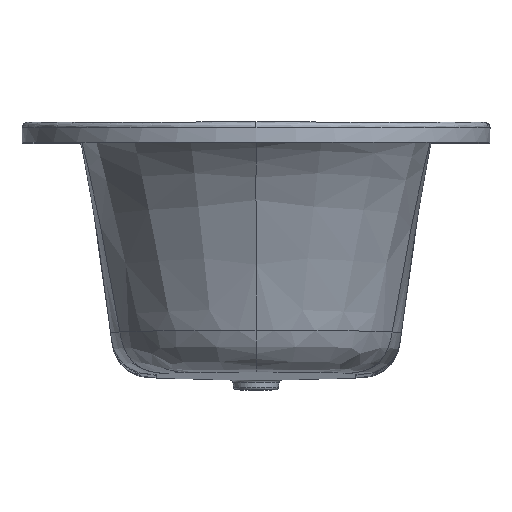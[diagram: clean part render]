
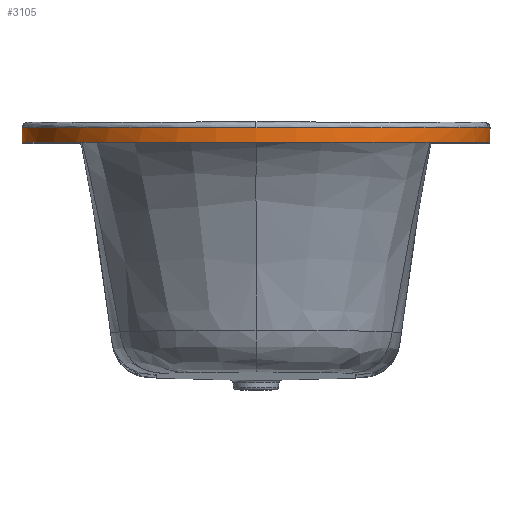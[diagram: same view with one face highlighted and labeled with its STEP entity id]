
A CAD part, top view. The second image highlights one B-rep face of the part: STEP entity #3105.
In plain terms, the highlighted cylindrical face has radius 400 mm (diameter 800 mm), a partial arc.
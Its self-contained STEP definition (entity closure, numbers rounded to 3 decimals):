
#43=CARTESIAN_POINT('',(0.,-9.93,500.));
#44=DIRECTION('',(0.,1.,0.));
#45=DIRECTION('',(0.999,0.,0.048));
#46=AXIS2_PLACEMENT_3D('',#43,#44,#45);
#60=DIRECTION('',(0.,-1.,0.));
#61=VECTOR('',#60,25.069);
#62=CARTESIAN_POINT('',(400.,-9.931,500.));
#63=LINE('',#62,#61);
#64=CARTESIAN_POINT('',(0.,-35.,500.));
#65=DIRECTION('',(0.,-1.,0.));
#66=DIRECTION('',(1.,0.,0.));
#67=AXIS2_PLACEMENT_3D('',#64,#65,#66);
#69=CARTESIAN_POINT('',(0.,-35.,500.));
#70=DIRECTION('',(0.,-1.,0.));
#71=DIRECTION('',(0.,0.,1.));
#72=AXIS2_PLACEMENT_3D('',#69,#70,#71);
#74=DIRECTION('',(0.,1.,0.));
#75=VECTOR('',#74,25.069);
#76=CARTESIAN_POINT('',(-400.,-35.,500.));
#77=LINE('',#76,#75);
#78=CARTESIAN_POINT('',(0.,-9.93,500.));
#79=DIRECTION('',(0.,1.,0.));
#80=DIRECTION('',(-0.999,0.,0.048));
#81=AXIS2_PLACEMENT_3D('',#78,#79,#80);
#106=CARTESIAN_POINT('',(0.,-9.93,500.));
#107=DIRECTION('',(0.,1.,0.));
#108=DIRECTION('',(0.,0.,1.));
#109=AXIS2_PLACEMENT_3D('',#106,#107,#108);
#267=CARTESIAN_POINT('',(0.,-9.93,500.));
#268=DIRECTION('',(0.,1.,0.));
#269=DIRECTION('',(-1.,0.,0.));
#270=AXIS2_PLACEMENT_3D('',#267,#268,#269);
#2811=CARTESIAN_POINT('',(400.,-35.,500.));
#2813=VERTEX_POINT('',#2811);
#2823=CARTESIAN_POINT('',(-400.,-35.,500.));
#2824=VERTEX_POINT('',#2823);
#2825=CARTESIAN_POINT('',(0.,-35.,900.));
#2826=VERTEX_POINT('',#2825);
#2849=CARTESIAN_POINT('',(400.,-9.931,500.));
#2850=VERTEX_POINT('',#2849);
#2884=CARTESIAN_POINT('',(-400.,-9.931,
500.));
#2885=VERTEX_POINT('',#2884);
#2892=CARTESIAN_POINT('',(-399.532,-9.93,
519.342));
#2893=CARTESIAN_POINT('',(0.,-9.93,900.));
#2894=VERTEX_POINT('',#2892);
#2895=VERTEX_POINT('',#2893);
#2896=CARTESIAN_POINT('',(399.532,-9.93,519.342));
#2897=VERTEX_POINT('',#2896);
#3084=CARTESIAN_POINT('',(0.,-7.26,500.));
#3085=DIRECTION('',(0.,-1.,0.));
#3086=DIRECTION('',(1.,0.,0.));
#3087=AXIS2_PLACEMENT_3D('',#3084,#3085,#3086);
#3088=CYLINDRICAL_SURFACE('',#3087,400.);
#3090=ORIENTED_EDGE('',*,*,#3089,.T.);
#3092=ORIENTED_EDGE('',*,*,#3091,.T.);
#3093=ORIENTED_EDGE('',*,*,#3074,.T.);
#3094=ORIENTED_EDGE('',*,*,#2993,.T.);
#3096=ORIENTED_EDGE('',*,*,#3095,.T.);
#3098=ORIENTED_EDGE('',*,*,#3097,.T.);
#3100=ORIENTED_EDGE('',*,*,#3099,.T.);
#3102=ORIENTED_EDGE('',*,*,#3101,.T.);
#3103=EDGE_LOOP('',(#3090,#3092,#3093,#3094,#3096,#3098,#3100,#3102));
#3104=FACE_OUTER_BOUND('',#3103,.F.);
#3105=ADVANCED_FACE('',(#3104),#3088,.T.);
#47=CIRCLE('',#46,400.);
#68=CIRCLE('',#67,400.);
#73=CIRCLE('',#72,400.);
#82=CIRCLE('',#81,400.);
#110=CIRCLE('',#109,400.);
#271=CIRCLE('',#270,400.);
#2993=EDGE_CURVE('',#2850,#2813,#63,.T.);
#3074=EDGE_CURVE('',#2897,#2850,#47,.T.);
#3089=EDGE_CURVE('',#2894,#2895,#82,.T.);
#3091=EDGE_CURVE('',#2895,#2897,#110,.T.);
#3095=EDGE_CURVE('',#2813,#2826,#68,.T.);
#3097=EDGE_CURVE('',#2826,#2824,#73,.T.);
#3099=EDGE_CURVE('',#2824,#2885,#77,.T.);
#3101=EDGE_CURVE('',#2885,#2894,#271,.T.);
